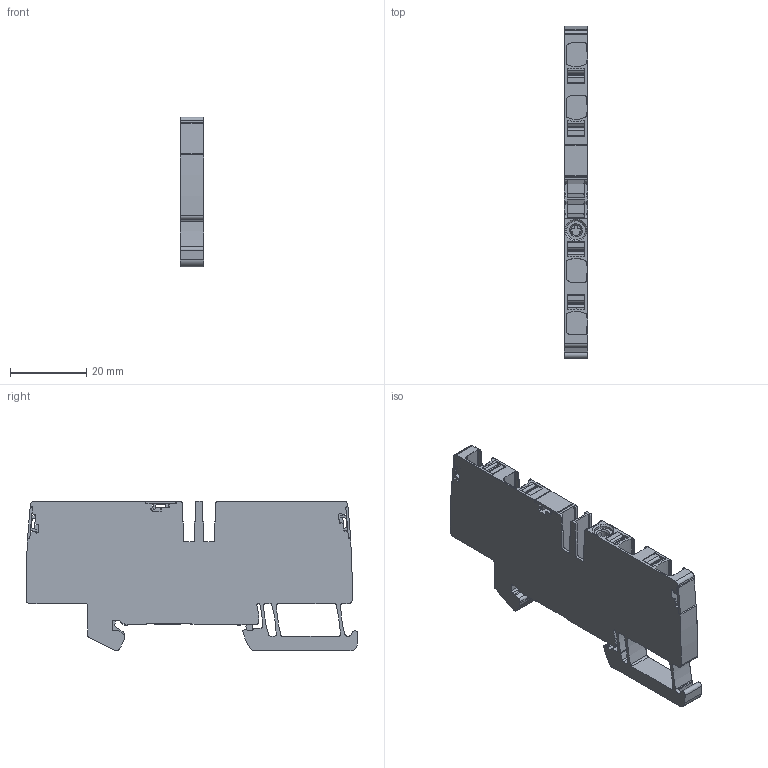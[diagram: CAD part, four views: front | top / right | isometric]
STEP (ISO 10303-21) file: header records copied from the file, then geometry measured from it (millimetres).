
FILE_DESCRIPTION(('CATIA V5R22 STEP214','CAx-IF Rec.Pracs.--- Model Styling and Organization---1.4--- 2014-01-23'),'2;1');
FILE_NAME ('1135607-2_1', '2019-07-03T09:17:52+00:00', ('Weidmueller Interface'), ('Weidmueller'), 'CATIA Version 5-6 Release 2016 SP3 HF44', 'CATIA V5 STEP AP214', 'none');
FILE_SCHEMA(('AUTOMOTIVE_DESIGN { 1 0 10303 214 1 1 1 1 }'));
Length unit declared in the file: millimetre
Products named in the file (1): 2674860000_A4C_4_PE_DL
Bounding box: 6.1 x 87.29 x 39.45 mm (x, y, z)
Volume: 14579 mm3; surface area: 14708.8 mm2
Topology: 15 solids, 15 shells, 1043 faces, 3025 edges, 2023 vertices
Faces by surface type: plane 525, cylinder 435, extrusion 59, torus 20, cone 4
Entity records: 33610 total; most frequent: CARTESIAN_POINT 6716, ORIENTED_EDGE 6050, DIRECTION 4670, EDGE_CURVE 3025, VECTOR 2035, VERTEX_POINT 2023, LINE 1976, AXIS2_PLACEMENT_3D 1784
